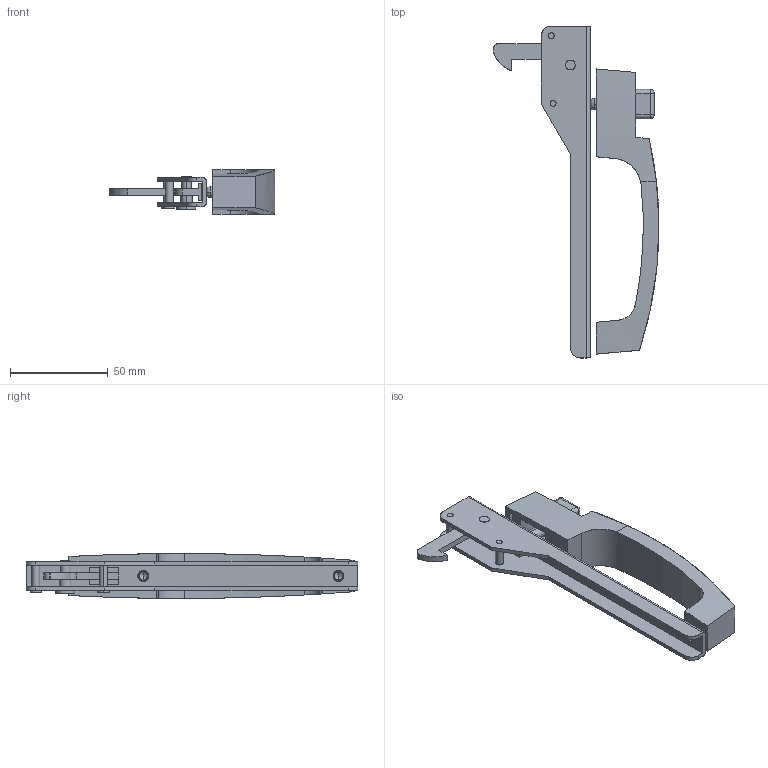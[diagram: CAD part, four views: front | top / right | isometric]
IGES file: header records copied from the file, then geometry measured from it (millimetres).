
Start section: SolidWorks IGES file using analytic representation for surfaces
Global section: file name: A-232.IGS,15; native system: HSolidWorks 2011; preprocessor: SolidWorks 2011; author: 1337yo; date: 120906.104355; units: millimetre
Bounding box: 84.98 x 170 x 23 mm (x, y, z)
Surface area: 31863.5 mm2 (no closed solid volume)
Topology: 0 solids, 0 shells, 171 faces, 2561 edges, 2550 vertices
Faces by surface type: revolution 99, bspline 72
